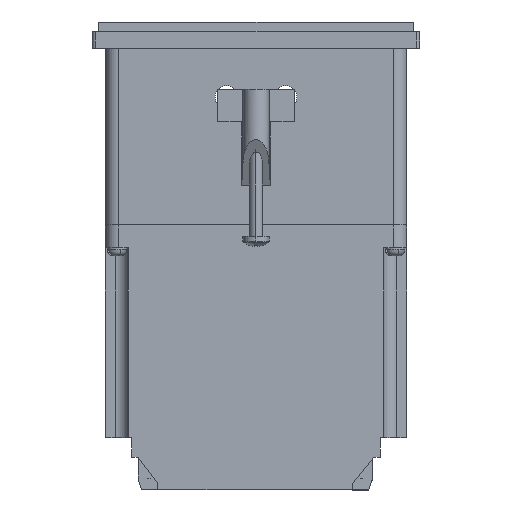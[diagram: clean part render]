
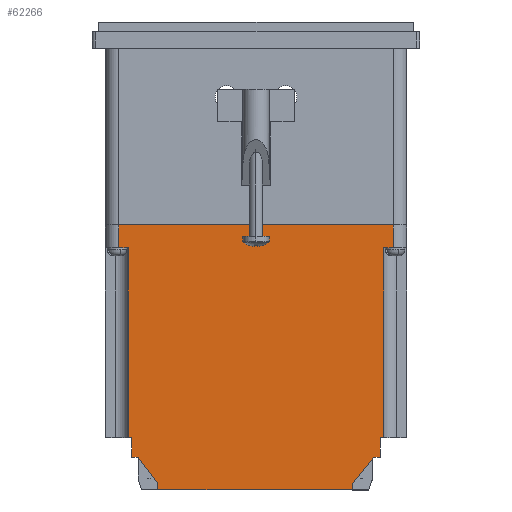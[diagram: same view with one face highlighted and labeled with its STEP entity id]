
A CAD part, left-side view. The second image highlights one B-rep face of the part: STEP entity #62266.
In plain terms, the highlighted planar face has unit normal (-1, 0, 0).
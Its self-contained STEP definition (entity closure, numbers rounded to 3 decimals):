
#742 = CARTESIAN_POINT ( 'NONE',  ( 0., 84., -65. ) ) ;
#993 = LINE ( 'NONE', #77945, #45547 ) ;
#1542 = ORIENTED_EDGE ( 'NONE', *, *, #61789, .F. ) ;
#1847 = CARTESIAN_POINT ( 'NONE',  ( 0., 88., 0. ) ) ;
#3734 = DIRECTION ( 'NONE',  ( 0., 0., 1. ) ) ;
#3955 = CARTESIAN_POINT ( 'NONE',  ( 0., 92., -81. ) ) ;
#4389 = VECTOR ( 'NONE', #105162, 1000. ) ;
#5015 = VERTEX_POINT ( 'NONE', #21304 ) ;
#5782 = CARTESIAN_POINT ( 'NONE',  ( 0., 0., -7. ) ) ;
#6232 = CARTESIAN_POINT ( 'NONE',  ( 0., 7., -65. ) ) ;
#7881 = CARTESIAN_POINT ( 'NONE',  ( 0., 92., 0. ) ) ;
#8087 = DIRECTION ( 'NONE',  ( 0., 0., -1. ) ) ;
#8226 = LINE ( 'NONE', #102165, #30561 ) ;
#9747 = LINE ( 'NONE', #91114, #93501 ) ;
#10462 = ORIENTED_EDGE ( 'NONE', *, *, #66020, .F. ) ;
#10642 = VERTEX_POINT ( 'NONE', #59174 ) ;
#10839 = ORIENTED_EDGE ( 'NONE', *, *, #70080, .T. ) ;
#11291 = VECTOR ( 'NONE', #84055, 1000. ) ;
#13509 = VERTEX_POINT ( 'NONE', #6232 ) ;
#15721 = VERTEX_POINT ( 'NONE', #57503 ) ;
#15799 = ORIENTED_EDGE ( 'NONE', *, *, #30698, .F. ) ;
#15816 = CARTESIAN_POINT ( 'NONE',  ( 0., 4., 0. ) ) ;
#16288 = DIRECTION ( 'NONE',  ( 0., -1., 0. ) ) ;
#17360 = EDGE_CURVE ( 'NONE', #15721, #38334, #9747, .T. ) ;
#17665 = LINE ( 'NONE', #7881, #37385 ) ;
#18794 = EDGE_CURVE ( 'NONE', #5015, #31112, #70717, .T. ) ;
#18944 = DIRECTION ( 'NONE',  ( 0., 0.631, -0.776 ) ) ;
#19936 = LINE ( 'NONE', #85779, #64503 ) ;
#21304 = CARTESIAN_POINT ( 'NONE',  ( 0., 10., -71. ) ) ;
#21755 = ORIENTED_EDGE ( 'NONE', *, *, #47305, .F. ) ;
#22219 = VERTEX_POINT ( 'NONE', #45589 ) ;
#22866 = VECTOR ( 'NONE', #49508, 1000. ) ;
#24165 = EDGE_CURVE ( 'NONE', #93575, #5015, #8226, .T. ) ;
#24614 = VERTEX_POINT ( 'NONE', #15816 ) ;
#25473 = LINE ( 'NONE', #41174, #22866 ) ;
#26746 = CARTESIAN_POINT ( 'NONE',  ( 0., 88., -7. ) ) ;
#27520 = VERTEX_POINT ( 'NONE', #26746 ) ;
#27794 = DIRECTION ( 'NONE',  ( 0., 0., 1. ) ) ;
#27906 = CARTESIAN_POINT ( 'NONE',  ( 0., 16.5, -79. ) ) ;
#28745 = ORIENTED_EDGE ( 'NONE', *, *, #18794, .F. ) ;
#29203 = DIRECTION ( 'NONE',  ( -1., 0., 0. ) ) ;
#29608 = VECTOR ( 'NONE', #59307, 1000. ) ;
#30561 = VECTOR ( 'NONE', #43847, 1000. ) ;
#30698 = EDGE_CURVE ( 'NONE', #38334, #52518, #34434, .T. ) ;
#31112 = VERTEX_POINT ( 'NONE', #27906 ) ;
#32806 = EDGE_CURVE ( 'NONE', #22219, #80390, #82957, .T. ) ;
#33042 = CARTESIAN_POINT ( 'NONE',  ( 0., 85., -7. ) ) ;
#33061 = LINE ( 'NONE', #57165, #55297 ) ;
#33881 = ORIENTED_EDGE ( 'NONE', *, *, #41331, .F. ) ;
#34434 = LINE ( 'NONE', #88677, #98335 ) ;
#35754 = CARTESIAN_POINT ( 'NONE',  ( 0., 76., -79. ) ) ;
#35808 = DIRECTION ( 'NONE',  ( 0., 0., -1. ) ) ;
#37180 = ORIENTED_EDGE ( 'NONE', *, *, #67081, .F. ) ;
#37385 = VECTOR ( 'NONE', #16288, 1000. ) ;
#38334 = VERTEX_POINT ( 'NONE', #35754 ) ;
#38593 = ORIENTED_EDGE ( 'NONE', *, *, #88567, .F. ) ;
#39239 = EDGE_CURVE ( 'NONE', #52842, #13509, #19936, .T. ) ;
#40065 = DIRECTION ( 'NONE',  ( 0., 0., -1. ) ) ;
#40649 = CARTESIAN_POINT ( 'NONE',  ( 0., 82., -71. ) ) ;
#41127 = CARTESIAN_POINT ( 'NONE',  ( 0., 84., -71. ) ) ;
#41174 = CARTESIAN_POINT ( 'NONE',  ( 0., 8., -65. ) ) ;
#41331 = EDGE_CURVE ( 'NONE', #13509, #79035, #75529, .T. ) ;
#41453 = CARTESIAN_POINT ( 'NONE',  ( 0., 92., -81. ) ) ;
#41802 = VECTOR ( 'NONE', #55965, 1000. ) ;
#41949 = LINE ( 'NONE', #94097, #64096 ) ;
#43581 = ORIENTED_EDGE ( 'NONE', *, *, #39239, .F. ) ;
#43847 = DIRECTION ( 'NONE',  ( 0., 1., 0. ) ) ;
#44399 = VERTEX_POINT ( 'NONE', #90869 ) ;
#45038 = VECTOR ( 'NONE', #47621, 1000. ) ;
#45547 = VECTOR ( 'NONE', #27794, 1000. ) ;
#45589 = CARTESIAN_POINT ( 'NONE',  ( 0., 85., -7. ) ) ;
#47253 = CARTESIAN_POINT ( 'NONE',  ( 0., 85., -65. ) ) ;
#47305 = EDGE_CURVE ( 'NONE', #52518, #56458, #33061, .T. ) ;
#47621 = DIRECTION ( 'NONE',  ( 0., 1., 0. ) ) ;
#47876 = LINE ( 'NONE', #41453, #89662 ) ;
#48464 = VECTOR ( 'NONE', #18944, 1000. ) ;
#49508 = DIRECTION ( 'NONE',  ( 0., 0., -1. ) ) ;
#49780 = DIRECTION ( 'NONE',  ( 0., -1., 0. ) ) ;
#50295 = LINE ( 'NONE', #97583, #45038 ) ;
#50563 = CARTESIAN_POINT ( 'NONE',  ( 0., 4., -7. ) ) ;
#50784 = LINE ( 'NONE', #90001, #95118 ) ;
#52311 = ORIENTED_EDGE ( 'NONE', *, *, #32806, .T. ) ;
#52473 = ORIENTED_EDGE ( 'NONE', *, *, #95199, .T. ) ;
#52518 = VERTEX_POINT ( 'NONE', #40649 ) ;
#52842 = VERTEX_POINT ( 'NONE', #61370 ) ;
#54571 = EDGE_CURVE ( 'NONE', #10642, #80390, #93660, .T. ) ;
#55297 = VECTOR ( 'NONE', #57504, 1000. ) ;
#55965 = DIRECTION ( 'NONE',  ( 0., 1., 0. ) ) ;
#56458 = VERTEX_POINT ( 'NONE', #41127 ) ;
#57165 = CARTESIAN_POINT ( 'NONE',  ( 0., 84., -71. ) ) ;
#57503 = CARTESIAN_POINT ( 'NONE',  ( 0., 76., -81. ) ) ;
#57504 = DIRECTION ( 'NONE',  ( 0., 1., 0. ) ) ;
#58893 = CARTESIAN_POINT ( 'NONE',  ( 0., 10., -71. ) ) ;
#59174 = CARTESIAN_POINT ( 'NONE',  ( 0., 84., -65. ) ) ;
#59307 = DIRECTION ( 'NONE',  ( 0., 1., 0. ) ) ;
#61316 = DIRECTION ( 'NONE',  ( 0., 0., -1. ) ) ;
#61370 = CARTESIAN_POINT ( 'NONE',  ( 0., 7., -7. ) ) ;
#61789 = EDGE_CURVE ( 'NONE', #22219, #27520, #50295, .T. ) ;
#62266 = ADVANCED_FACE ( 'NONE', ( #77496 ), #79345, .T. ) ;
#63075 = ORIENTED_EDGE ( 'NONE', *, *, #92588, .T. ) ;
#63951 = LINE ( 'NONE', #5782, #41802 ) ;
#64096 = VECTOR ( 'NONE', #61316, 1000. ) ;
#64503 = VECTOR ( 'NONE', #35808, 1000. ) ;
#66020 = EDGE_CURVE ( 'NONE', #68319, #52842, #63951, .T. ) ;
#67081 = EDGE_CURVE ( 'NONE', #79035, #93575, #25473, .T. ) ;
#68319 = VERTEX_POINT ( 'NONE', #50563 ) ;
#70080 = EDGE_CURVE ( 'NONE', #10642, #56458, #41949, .T. ) ;
#70717 = LINE ( 'NONE', #58893, #48464 ) ;
#71170 = LINE ( 'NONE', #88356, #4389 ) ;
#73928 = CARTESIAN_POINT ( 'NONE',  ( 0., 8., -65. ) ) ;
#73947 = ORIENTED_EDGE ( 'NONE', *, *, #24165, .F. ) ;
#75529 = LINE ( 'NONE', #101177, #11291 ) ;
#76961 = EDGE_CURVE ( 'NONE', #31112, #44399, #50784, .T. ) ;
#77194 = ORIENTED_EDGE ( 'NONE', *, *, #80937, .T. ) ;
#77496 = FACE_OUTER_BOUND ( 'NONE', #80200, .T. ) ;
#77906 = ORIENTED_EDGE ( 'NONE', *, *, #17360, .F. ) ;
#77945 = CARTESIAN_POINT ( 'NONE',  ( 0., 4., -81. ) ) ;
#79035 = VERTEX_POINT ( 'NONE', #73928 ) ;
#79345 = PLANE ( 'NONE',  #98221 ) ;
#80200 = EDGE_LOOP ( 'NONE', ( #43581, #10462, #52473, #38593, #77194, #1542, #52311, #105483, #10839, #21755, #15799, #77906, #63075, #80627, #28745, #73947, #37180, #33881 ) ) ;
#80333 = VECTOR ( 'NONE', #8087, 1000. ) ;
#80390 = VERTEX_POINT ( 'NONE', #47253 ) ;
#80627 = ORIENTED_EDGE ( 'NONE', *, *, #76961, .F. ) ;
#80937 = EDGE_CURVE ( 'NONE', #84101, #27520, #71170, .T. ) ;
#82957 = LINE ( 'NONE', #33042, #80333 ) ;
#84055 = DIRECTION ( 'NONE',  ( 0., 1., 0. ) ) ;
#84101 = VERTEX_POINT ( 'NONE', #1847 ) ;
#85779 = CARTESIAN_POINT ( 'NONE',  ( 0., 7., -7. ) ) ;
#87653 = DIRECTION ( 'NONE',  ( 0., -1., 0. ) ) ;
#88356 = CARTESIAN_POINT ( 'NONE',  ( 0., 88., -81. ) ) ;
#88567 = EDGE_CURVE ( 'NONE', #84101, #24614, #17665, .T. ) ;
#88677 = CARTESIAN_POINT ( 'NONE',  ( 0., 82., -71. ) ) ;
#89662 = VECTOR ( 'NONE', #49780, 1000. ) ;
#90001 = CARTESIAN_POINT ( 'NONE',  ( 0., 16.5, -81. ) ) ;
#90869 = CARTESIAN_POINT ( 'NONE',  ( 0., 16.5, -81. ) ) ;
#91114 = CARTESIAN_POINT ( 'NONE',  ( 0., 76., -81. ) ) ;
#92588 = EDGE_CURVE ( 'NONE', #15721, #44399, #47876, .T. ) ;
#93501 = VECTOR ( 'NONE', #3734, 1000. ) ;
#93575 = VERTEX_POINT ( 'NONE', #96931 ) ;
#93660 = LINE ( 'NONE', #742, #29608 ) ;
#94097 = CARTESIAN_POINT ( 'NONE',  ( 0., 84., -65. ) ) ;
#95118 = VECTOR ( 'NONE', #40065, 1000. ) ;
#95199 = EDGE_CURVE ( 'NONE', #68319, #24614, #993, .T. ) ;
#96931 = CARTESIAN_POINT ( 'NONE',  ( 0., 8., -71. ) ) ;
#97583 = CARTESIAN_POINT ( 'NONE',  ( 0., 92., -7. ) ) ;
#98221 = AXIS2_PLACEMENT_3D ( 'NONE', #3955, #29203, #87653 ) ;
#98335 = VECTOR ( 'NONE', #105114, 1000. ) ;
#101177 = CARTESIAN_POINT ( 'NONE',  ( 0., 8., -65. ) ) ;
#102165 = CARTESIAN_POINT ( 'NONE',  ( 0., 8., -71. ) ) ;
#105114 = DIRECTION ( 'NONE',  ( 0., 0.6, 0.8 ) ) ;
#105162 = DIRECTION ( 'NONE',  ( 0., 0., -1. ) ) ;
#105483 = ORIENTED_EDGE ( 'NONE', *, *, #54571, .F. ) ;
